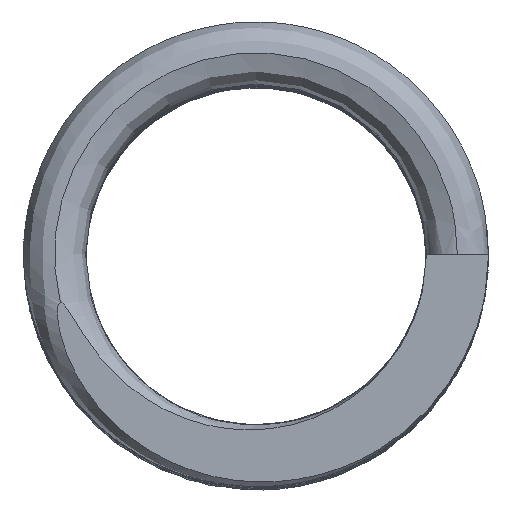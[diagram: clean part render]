
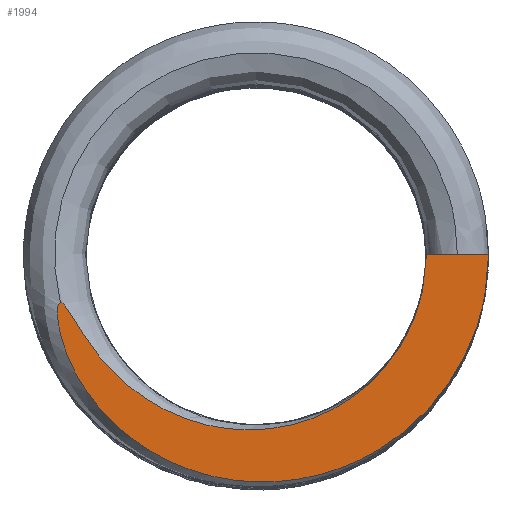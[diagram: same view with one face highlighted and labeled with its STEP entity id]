
A CAD part, top view. The second image highlights one B-rep face of the part: STEP entity #1994.
In plain terms, the highlighted planar face has unit normal (0, 0, 1).
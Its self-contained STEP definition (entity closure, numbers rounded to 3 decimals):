
#107 = CARTESIAN_POINT ( 'NONE',  ( 1.079, -1.306, 0. ) ) ;
#328 = CARTESIAN_POINT ( 'NONE',  ( 0.468, -2.205, 0. ) ) ;
#421 = VERTEX_POINT ( 'NONE', #6194 ) ;
#453 = VERTEX_POINT ( 'NONE', #1452 ) ;
#461 = CARTESIAN_POINT ( 'NONE',  ( 2.037, -1.038, 0. ) ) ;
#553 = CARTESIAN_POINT ( 'NONE',  ( -1.793, -0.635, 0. ) ) ;
#586 = CARTESIAN_POINT ( 'NONE',  ( -1.88, -0.501, 0. ) ) ;
#656 = CARTESIAN_POINT ( 'NONE',  ( 1.664, -0.211, 0. ) ) ;
#695 = CARTESIAN_POINT ( 'NONE',  ( 1.676, 0., 0. ) ) ;
#769 = EDGE_CURVE ( 'NONE', #2524, #453, #3269, .T. ) ;
#911 = CARTESIAN_POINT ( 'NONE',  ( -0.727, -2.106, 0. ) ) ;
#941 = CARTESIAN_POINT ( 'NONE',  ( -1.935, -0.737, 0. ) ) ;
#974 = CARTESIAN_POINT ( 'NONE',  ( 1.334, -1.841, 0. ) ) ;
#1067 = CARTESIAN_POINT ( 'NONE',  ( -1.265, -1.299, 0. ) ) ;
#1103 = CARTESIAN_POINT ( 'NONE',  ( -1.849, -0.544, 0. ) ) ;
#1137 = CARTESIAN_POINT ( 'NONE',  ( 1.483, -0.818, 0. ) ) ;
#1207 = CARTESIAN_POINT ( 'NONE',  ( -1.835, -0.566, 0. ) ) ;
#1216 = DIRECTION ( 'NONE',  ( -1., 0., 0. ) ) ;
#1395 = CARTESIAN_POINT ( 'NONE',  ( 1.819, -1.379, 0. ) ) ;
#1452 = CARTESIAN_POINT ( 'NONE',  ( -1.924, -0.474, 0. ) ) ;
#1460 = CARTESIAN_POINT ( 'NONE',  ( 2.228, -0.533, 0. ) ) ;
#1493 = CARTESIAN_POINT ( 'NONE',  ( -0.977, -1.99, 0. ) ) ;
#1528 = CARTESIAN_POINT ( 'NONE',  ( 0.859, -2.094, 0. ) ) ;
#1587 = CARTESIAN_POINT ( 'NONE',  ( 1.157, -1.235, 0. ) ) ;
#1613 = B_SPLINE_CURVE_WITH_KNOTS ( 'NONE', 3,
 ( #2433, #4128, #2532, #5616, #5682, #6169, #1949, #6691, #6757, #941, #2014, #2466, #4606, #6235, #1917, #3018, #2984, #1493, #911, #6724, #3051, #328, #4028, #1528, #6136, #5718, #974, #3085, #5201, #1395, #2951, #461, #3507, #2567, #1460, #4674, #5753, #6793 ),
 .UNSPECIFIED., .F., .F.,
 ( 4, 2, 2, 2, 2, 2, 2, 2, 2, 2, 2, 2, 2, 2, 2, 2, 2, 2, 4 ),
 ( 0.005, 0.005, 0.005, 0.005, 0.005, 0.005, 0.006, 0.006, 0.007, 0.007, 0.008, 0.009, 0.009, 0.01, 0.01, 0.01, 0.011, 0.011, 0.012 ),
 .UNSPECIFIED. ) ;
#1731 = CARTESIAN_POINT ( 'NONE',  ( -0.302, -1.714, 0. ) ) ;
#1917 = CARTESIAN_POINT ( 'NONE',  ( -1.586, -1.462, 0. ) ) ;
#1949 = CARTESIAN_POINT ( 'NONE',  ( -1.952, -0.551, 0. ) ) ;
#1994 = ADVANCED_FACE ( 'NONE', ( #5475 ), #4953, .F. ) ;
#2014 = CARTESIAN_POINT ( 'NONE',  ( -1.919, -0.804, 0. ) ) ;
#2106 = CARTESIAN_POINT ( 'NONE',  ( 1.6, -0.52, 0. ) ) ;
#2224 = LINE ( 'NONE', #3226, #4592 ) ;
#2433 = CARTESIAN_POINT ( 'NONE',  ( -1.924, -0.474, 0. ) ) ;
#2466 = CARTESIAN_POINT ( 'NONE',  ( -1.86, -0.997, 0. ) ) ;
#2491 = ORIENTED_EDGE ( 'NONE', *, *, #5886, .F. ) ;
#2524 = VERTEX_POINT ( 'NONE', #695 ) ;
#2532 = CARTESIAN_POINT ( 'NONE',  ( -1.937, -0.484, 0. ) ) ;
#2567 = CARTESIAN_POINT ( 'NONE',  ( 2.191, -0.664, 0. ) ) ;
#2607 = DIRECTION ( 'NONE',  ( 1., 0., 0. ) ) ;
#2661 = CARTESIAN_POINT ( 'NONE',  ( 0.631, -1.586, 0. ) ) ;
#2696 = CARTESIAN_POINT ( 'NONE',  ( 0.911, -1.433, 0. ) ) ;
#2951 = CARTESIAN_POINT ( 'NONE',  ( 1.899, -1.268, 0. ) ) ;
#2984 = CARTESIAN_POINT ( 'NONE',  ( -1.303, -1.752, 0. ) ) ;
#3018 = CARTESIAN_POINT ( 'NONE',  ( -1.405, -1.66, 0. ) ) ;
#3051 = CARTESIAN_POINT ( 'NONE',  ( 0.069, -2.255, 0. ) ) ;
#3085 = CARTESIAN_POINT ( 'NONE',  ( 1.544, -1.674, 0. ) ) ;
#3178 = CARTESIAN_POINT ( 'NONE',  ( -0.091, -1.729, 0. ) ) ;
#3226 = CARTESIAN_POINT ( 'NONE',  ( 1.981, 0., 0. ) ) ;
#3251 = CARTESIAN_POINT ( 'NONE',  ( -1.621, -0.904, 0. ) ) ;
#3269 = B_SPLINE_CURVE_WITH_KNOTS ( 'NONE', 3,
 ( #3566, #5674, #656, #3704, #2106, #1137, #4877, #1587, #107, #2696, #6466, #2661, #4217, #5849, #5883, #4321, #3178, #1731, #5815, #6329, #3740, #1067, #5293, #3251, #3844, #5950, #553, #1207, #1103, #4766, #586, #5365, #4252, #6363 ),
 .UNSPECIFIED., .F., .F.,
 ( 4, 2, 2, 2, 2, 2, 2, 2, 2, 2, 2, 2, 2, 2, 2, 2, 4 ),
 ( 0., 0., 0.001, 0.001, 0.002, 0.002, 0.002, 0.003, 0.003, 0.003, 0.004, 0.004, 0.005, 0.005, 0.005, 0.005, 0.005 ),
 .UNSPECIFIED. ) ;
#3507 = CARTESIAN_POINT ( 'NONE',  ( 2.095, -0.917, 0. ) ) ;
#3534 = ORIENTED_EDGE ( 'NONE', *, *, #769, .T. ) ;
#3566 = CARTESIAN_POINT ( 'NONE',  ( 1.676, 0., 0. ) ) ;
#3600 = EDGE_LOOP ( 'NONE', ( #3534, #6817, #2491 ) ) ;
#3704 = CARTESIAN_POINT ( 'NONE',  ( 1.629, -0.418, 0. ) ) ;
#3740 = CARTESIAN_POINT ( 'NONE',  ( -0.913, -1.532, 0. ) ) ;
#3844 = CARTESIAN_POINT ( 'NONE',  ( -1.681, -0.816, 0. ) ) ;
#4028 = CARTESIAN_POINT ( 'NONE',  ( 0.602, -2.176, 0. ) ) ;
#4128 = CARTESIAN_POINT ( 'NONE',  ( -1.932, -0.476, 0. ) ) ;
#4217 = CARTESIAN_POINT ( 'NONE',  ( 0.533, -1.624, 0. ) ) ;
#4234 = EDGE_CURVE ( 'NONE', #453, #421, #1613, .T. ) ;
#4252 = CARTESIAN_POINT ( 'NONE',  ( -1.911, -0.47, 0. ) ) ;
#4321 = CARTESIAN_POINT ( 'NONE',  ( 0.014, -1.728, 0. ) ) ;
#4592 = VECTOR ( 'NONE', #2607, 1000. ) ;
#4606 = CARTESIAN_POINT ( 'NONE',  ( -1.804, -1.121, 0. ) ) ;
#4674 = CARTESIAN_POINT ( 'NONE',  ( 2.27, -0.269, 0. ) ) ;
#4698 = AXIS2_PLACEMENT_3D ( 'NONE', #4920, #5373, #1216 ) ;
#4766 = CARTESIAN_POINT ( 'NONE',  ( -1.872, -0.511, 0. ) ) ;
#4877 = CARTESIAN_POINT ( 'NONE',  ( 1.372, -0.998, 0. ) ) ;
#4920 = CARTESIAN_POINT ( 'NONE',  ( 0., 0., 0. ) ) ;
#4953 = PLANE ( 'NONE',  #4698 ) ;
#5201 = CARTESIAN_POINT ( 'NONE',  ( 1.641, -1.581, 0. ) ) ;
#5293 = CARTESIAN_POINT ( 'NONE',  ( -1.421, -1.153, 0. ) ) ;
#5365 = CARTESIAN_POINT ( 'NONE',  ( -1.899, -0.482, 0. ) ) ;
#5373 = DIRECTION ( 'NONE',  ( 0., 0., -1. ) ) ;
#5475 = FACE_OUTER_BOUND ( 'NONE', #3600, .T. ) ;
#5616 = CARTESIAN_POINT ( 'NONE',  ( -1.944, -0.5, 0. ) ) ;
#5674 = CARTESIAN_POINT ( 'NONE',  ( 1.67, -0.106, 0. ) ) ;
#5682 = CARTESIAN_POINT ( 'NONE',  ( -1.946, -0.508, 0. ) ) ;
#5718 = CARTESIAN_POINT ( 'NONE',  ( 1.219, -1.916, 0. ) ) ;
#5753 = CARTESIAN_POINT ( 'NONE',  ( 2.278, -0.134, 0. ) ) ;
#5815 = CARTESIAN_POINT ( 'NONE',  ( -0.408, -1.697, 0. ) ) ;
#5849 = CARTESIAN_POINT ( 'NONE',  ( 0.33, -1.684, 0. ) ) ;
#5883 = CARTESIAN_POINT ( 'NONE',  ( 0.225, -1.705, 0. ) ) ;
#5886 = EDGE_CURVE ( 'NONE', #2524, #421, #2224, .T. ) ;
#5950 = CARTESIAN_POINT ( 'NONE',  ( -1.766, -0.68, 0. ) ) ;
#6136 = CARTESIAN_POINT ( 'NONE',  ( 0.982, -2.042, 0. ) ) ;
#6169 = CARTESIAN_POINT ( 'NONE',  ( -1.951, -0.534, 0. ) ) ;
#6194 = CARTESIAN_POINT ( 'NONE',  ( 2.286, 0., 0. ) ) ;
#6235 = CARTESIAN_POINT ( 'NONE',  ( -1.667, -1.354, 0. ) ) ;
#6329 = CARTESIAN_POINT ( 'NONE',  ( -0.716, -1.62, 0. ) ) ;
#6363 = CARTESIAN_POINT ( 'NONE',  ( -1.924, -0.474, 0. ) ) ;
#6466 = CARTESIAN_POINT ( 'NONE',  ( 0.82, -1.49, 0. ) ) ;
#6691 = CARTESIAN_POINT ( 'NONE',  ( -1.952, -0.602, 0. ) ) ;
#6724 = CARTESIAN_POINT ( 'NONE',  ( -0.206, -2.238, 0. ) ) ;
#6757 = CARTESIAN_POINT ( 'NONE',  ( -1.949, -0.636, 0. ) ) ;
#6793 = CARTESIAN_POINT ( 'NONE',  ( 2.286, 0., 0. ) ) ;
#6817 = ORIENTED_EDGE ( 'NONE', *, *, #4234, .T. ) ;
